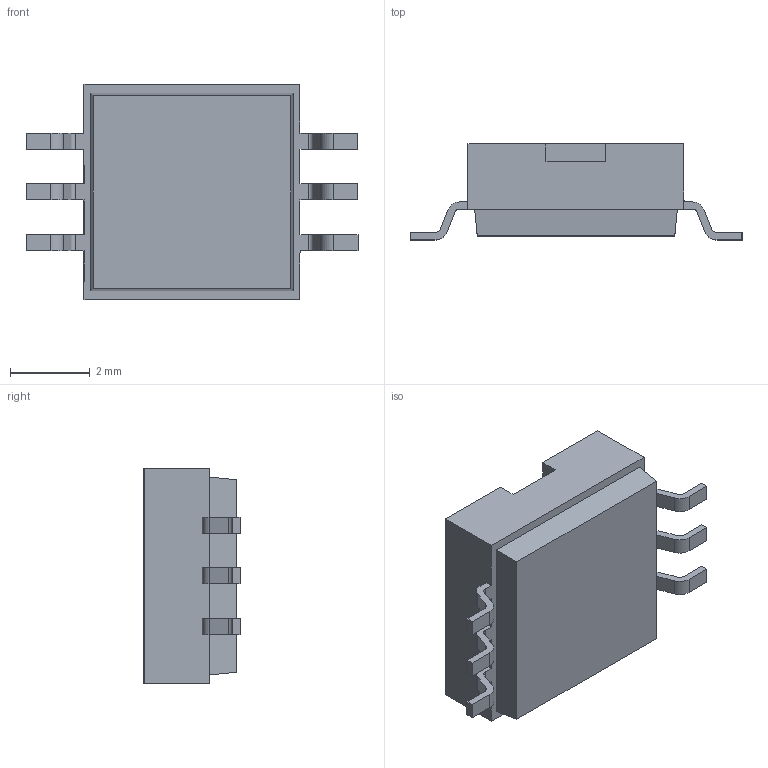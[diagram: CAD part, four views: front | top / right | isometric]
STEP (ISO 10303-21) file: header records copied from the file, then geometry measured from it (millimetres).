
FILE_DESCRIPTION (( 'STEP AP214' ), '1' );
FILE_NAME ('CUI_DEVICES_DS05-127-2-03BK-SMT-TR.step', '2020-04-22T21:41:22', ( '' ), ( '' ), 'SwSTEP 2.0', 'SolidWorks 2020', '' );
FILE_SCHEMA (( 'AUTOMOTIVE_DESIGN' ));
Length unit declared in the file: inch
Products named in the file (1): CUI_DEVICES_DS05-127-2-03BK-SMT-TR
Bounding box: 8.3 x 2.4 x 5.38 mm (x, y, z)
Volume: 60.2 mm3; surface area: 133.2 mm2
Topology: 1 solids, 1 shells, 138 faces, 378 edges, 246 vertices
Faces by surface type: plane 114, cylinder 24
Entity records: 5516 total; most frequent: CARTESIAN_POINT 763, ORIENTED_EDGE 756, DIRECTION 704, EDGE_CURVE 378, LINE 330, VECTOR 330, VERTEX_POINT 246, AXIS2_PLACEMENT_3D 187
